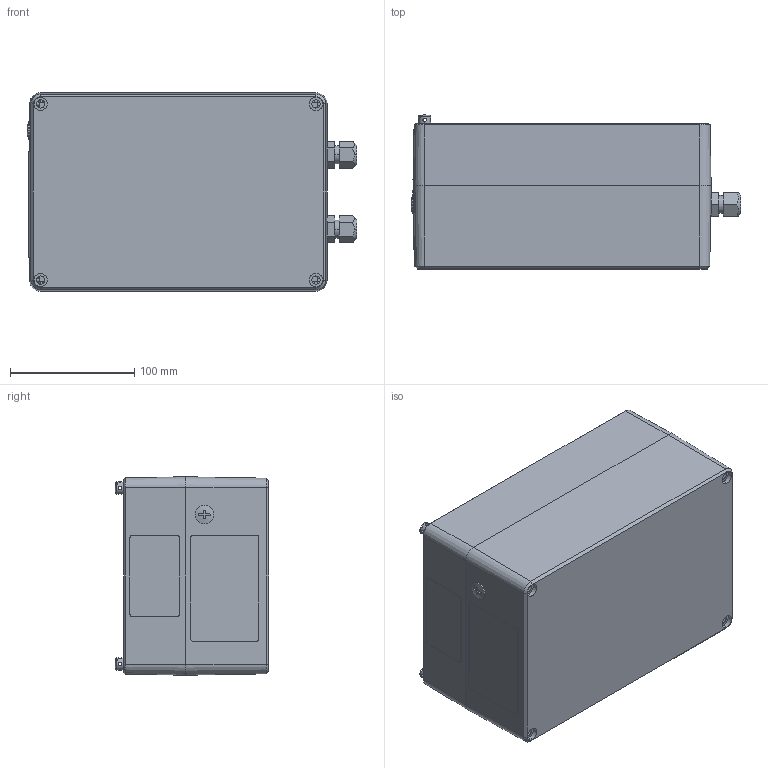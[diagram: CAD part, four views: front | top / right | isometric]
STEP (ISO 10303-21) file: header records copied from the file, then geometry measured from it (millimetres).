
FILE_DESCRIPTION (( 'STEP AP214' ), '1' );
FILE_NAME ('NM2DISPLAY_351301.STEP', '2015-02-26T09:38:50', ( 'Admin1' ), ( '' ), 'SwSTEP 2.0', 'SolidWorks 2014', '' );
FILE_SCHEMA (( 'AUTOMOTIVE_DESIGN' ));
Length unit declared in the file: millimetre
Products named in the file (1): NM2DISPLAY_351301
Bounding box: 265.75 x 123.99 x 160 mm (x, y, z)
Surface area: 209136 mm2 (no closed solid volume)
Topology: 0 solids, 128 shells, 843 faces, 4449 edges, 3644 vertices
Faces by surface type: plane 619, bspline 115, cylinder 77, cone 32
Entity records: 68749 total; most frequent: CARTESIAN_POINT 28188, ORIENTED_EDGE 5844, DIRECTION 5023, EDGE_CURVE 4447, VERTEX_POINT 3644, LINE 2853, VECTOR 2853, B_SPLINE_CURVE_WITH_KNOTS 1216
